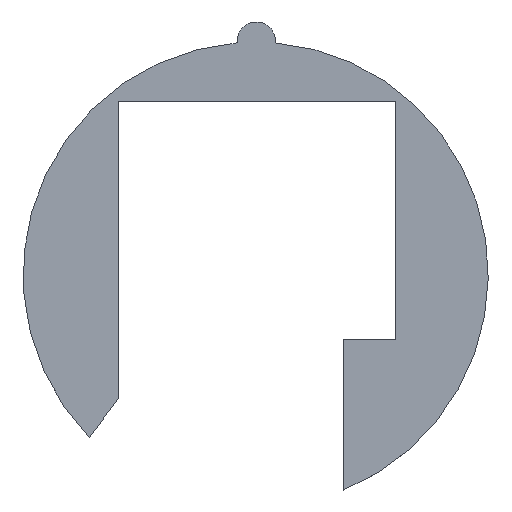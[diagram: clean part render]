
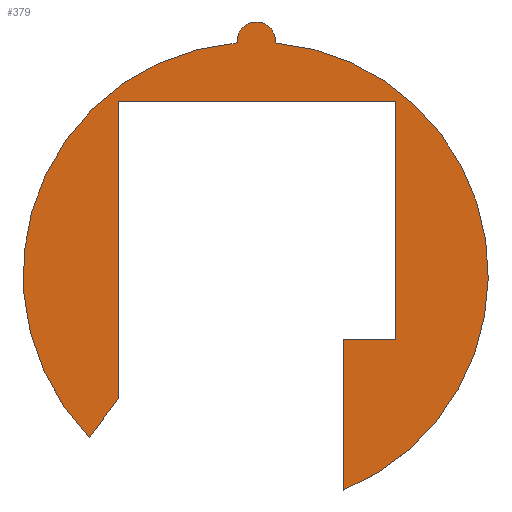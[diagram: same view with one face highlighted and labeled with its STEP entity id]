
A CAD part, top view. The second image highlights one B-rep face of the part: STEP entity #379.
In plain terms, the highlighted planar face has unit normal (0, 0, 1).
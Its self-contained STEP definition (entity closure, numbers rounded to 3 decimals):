
#52 = VERTEX_POINT('',#53);
#53 = CARTESIAN_POINT('',(83.372,15.683,1.681));
#59 = EDGE_CURVE('',#52,#60,#62,.T.);
#60 = VERTEX_POINT('',#61);
#61 = CARTESIAN_POINT('',(87.122,20.701,1.681));
#62 = LINE('',#63,#64);
#63 = CARTESIAN_POINT('',(83.372,15.683,1.681));
#64 = VECTOR('',#65,1.);
#65 = DIRECTION('',(0.599,0.801,0.));
#90 = EDGE_CURVE('',#60,#91,#93,.T.);
#91 = VERTEX_POINT('',#92);
#92 = CARTESIAN_POINT('',(87.122,59.055,1.681));
#93 = LINE('',#94,#95);
#94 = CARTESIAN_POINT('',(87.122,20.701,1.681));
#95 = VECTOR('',#96,1.);
#96 = DIRECTION('',(0.,1.,0.));
#121 = EDGE_CURVE('',#91,#122,#124,.T.);
#122 = VERTEX_POINT('',#123);
#123 = CARTESIAN_POINT('',(122.936,59.055,1.681));
#124 = LINE('',#125,#126);
#125 = CARTESIAN_POINT('',(87.122,59.055,1.681));
#126 = VECTOR('',#127,1.);
#127 = DIRECTION('',(1.,0.,0.));
#152 = EDGE_CURVE('',#122,#153,#155,.T.);
#153 = VERTEX_POINT('',#154);
#154 = CARTESIAN_POINT('',(122.936,28.321,1.681));
#155 = LINE('',#156,#157);
#156 = CARTESIAN_POINT('',(122.936,59.055,1.681));
#157 = VECTOR('',#158,1.);
#158 = DIRECTION('',(0.,-1.,0.));
#183 = EDGE_CURVE('',#153,#184,#186,.T.);
#184 = VERTEX_POINT('',#185);
#185 = CARTESIAN_POINT('',(116.205,28.321,1.681));
#186 = LINE('',#187,#188);
#187 = CARTESIAN_POINT('',(122.936,28.321,1.681));
#188 = VECTOR('',#189,1.);
#189 = DIRECTION('',(-1.,0.,0.));
#214 = EDGE_CURVE('',#184,#215,#217,.T.);
#215 = VERTEX_POINT('',#216);
#216 = CARTESIAN_POINT('',(116.205,8.898,1.681));
#217 = LINE('',#218,#219);
#218 = CARTESIAN_POINT('',(116.205,28.321,1.681));
#219 = VECTOR('',#220,1.);
#220 = DIRECTION('',(0.,-1.,0.));
#245 = EDGE_CURVE('',#215,#246,#248,.T.);
#246 = VERTEX_POINT('',#247);
#247 = CARTESIAN_POINT('',(107.428,66.588,1.681));
#248 = CIRCLE('',#249,30.021);
#249 = AXIS2_PLACEMENT_3D('',#250,#251,#252);
#250 = CARTESIAN_POINT('',(104.829,36.68,1.681));
#251 = DIRECTION('',(0.,0.,1.));
#252 = DIRECTION('',(0.379,-0.925,0.));
#278 = EDGE_CURVE('',#246,#279,#281,.T.);
#279 = VERTEX_POINT('',#280);
#280 = CARTESIAN_POINT('',(107.394,66.602,1.681));
#281 = LINE('',#282,#283);
#282 = CARTESIAN_POINT('',(107.428,66.588,1.681));
#283 = VECTOR('',#284,1.);
#284 = DIRECTION('',(-0.925,0.381,0.));
#309 = EDGE_CURVE('',#279,#310,#312,.T.);
#310 = VERTEX_POINT('',#311);
#311 = CARTESIAN_POINT('',(102.434,66.605,1.681));
#312 = CIRCLE('',#313,2.489);
#313 = AXIS2_PLACEMENT_3D('',#314,#315,#316);
#314 = CARTESIAN_POINT('',(104.914,66.813,1.681));
#315 = DIRECTION('',(0.,0.,1.));
#316 = DIRECTION('',(0.996,-0.085,0.));
#342 = EDGE_CURVE('',#310,#52,#343,.T.);
#343 = CIRCLE('',#344,30.021);
#344 = AXIS2_PLACEMENT_3D('',#345,#346,#347);
#345 = CARTESIAN_POINT('',(104.829,36.68,1.681));
#346 = DIRECTION('',(0.,0.,1.));
#347 = DIRECTION('',(-0.08,0.997,0.));
#379 = ADVANCED_FACE('',(#380),#392,.F.);
#380 = FACE_BOUND('',#381,.T.);
#381 = EDGE_LOOP('',(#382,#383,#384,#385,#386,#387,#388,#389,#390,#391)
  );
#382 = ORIENTED_EDGE('',*,*,#59,.T.);
#383 = ORIENTED_EDGE('',*,*,#90,.T.);
#384 = ORIENTED_EDGE('',*,*,#121,.T.);
#385 = ORIENTED_EDGE('',*,*,#152,.T.);
#386 = ORIENTED_EDGE('',*,*,#183,.T.);
#387 = ORIENTED_EDGE('',*,*,#214,.T.);
#388 = ORIENTED_EDGE('',*,*,#245,.T.);
#389 = ORIENTED_EDGE('',*,*,#278,.T.);
#390 = ORIENTED_EDGE('',*,*,#309,.T.);
#391 = ORIENTED_EDGE('',*,*,#342,.T.);
#392 = PLANE('',#393);
#393 = AXIS2_PLACEMENT_3D('',#394,#395,#396);
#394 = CARTESIAN_POINT('',(83.372,15.683,1.681));
#395 = DIRECTION('',(0.,0.,-1.));
#396 = DIRECTION('',(-1.,0.,0.));
